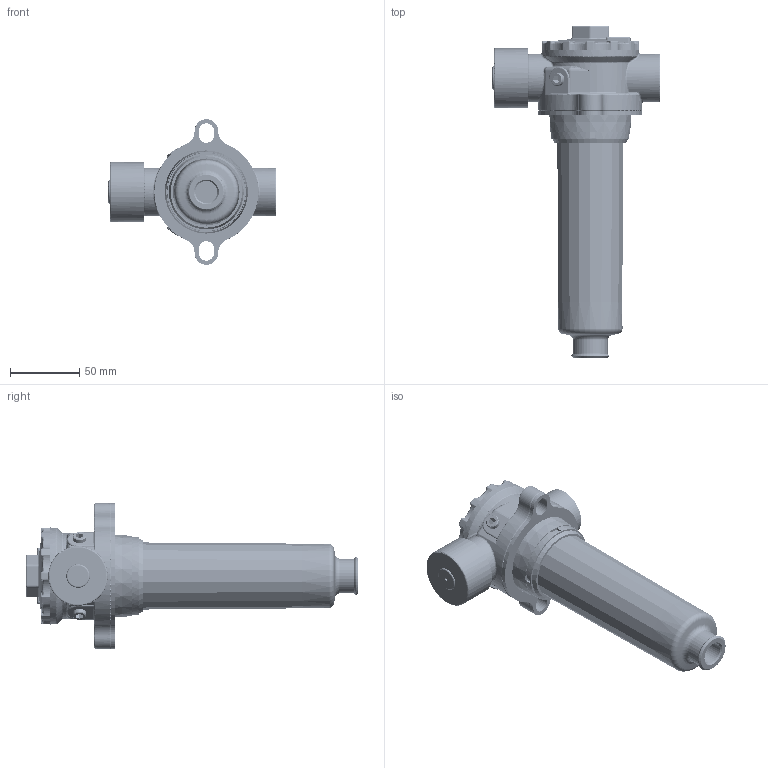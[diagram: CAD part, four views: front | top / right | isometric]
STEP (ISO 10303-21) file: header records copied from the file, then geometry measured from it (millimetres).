
FILE_DESCRIPTION(/* description */ ('Unknown'),/* implementation_level */ '2;1');
FILE_NAME(/* name */ 'OF.12290-001',/* time_stamp */ '2023-07-27T09:48:58+02:00',/* author */ ('Unknown'),/* organization */ ('Unknown'),/* preprocessor_version */ 'ST-DEVELOPER v18.102',/* originating_system */ 'Solid Edge',/* authorisation */ 'Unknown');
FILE_SCHEMA (('AUTOMOTIVE_DESIGN {1 0 10303 214 3 1 1}'));
Products named in the file (2): OMTP20; None
Assembly tree (1 placements, depth 2):
  OMTP20
    None
Bounding box: 120.7 x 239.5 x 104.99 mm (x, y, z)
Volume: 166986.5 mm3; surface area: 398383.8 mm2
Topology: 23 solids, 24 shells, 2331 faces, 8036 edges, 5648 vertices
Faces by surface type: cylinder 1217, plane 468, torus 273, bspline 239, sphere 104, cone 30
Full cylindrical faces by diameter (mm): 2 x1, 2.5 x1, 3 x703, 7 x1, 8 x1, 8.8 x2, 9.728 x2, 13 x3, 15 x2, 16 x1, 18 x2, 19 x2, 20 x1, 20.5 x1, 21 x3, 22 x3, 24 x1, 24.8 x1, 25 x4, 25.4 x1, 25.8 x2, 26 x1, 26.8 x1, 27 x2, 28 x2, 30 x1, 35 x2, 39 x1, 42 x2, 43 x5
Entity records: 184997 total; most frequent: CARTESIAN_POINT 122128, ORIENTED_EDGE 15638, DIRECTION 8453, EDGE_CURVE 7819, VERTEX_POINT 5520, B_SPLINE_CURVE_WITH_KNOTS 4429, EDGE_LOOP 3713, FACE_BOUND 3713
